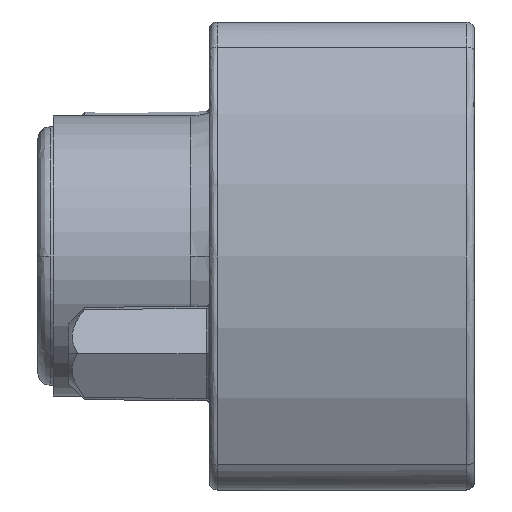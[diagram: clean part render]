
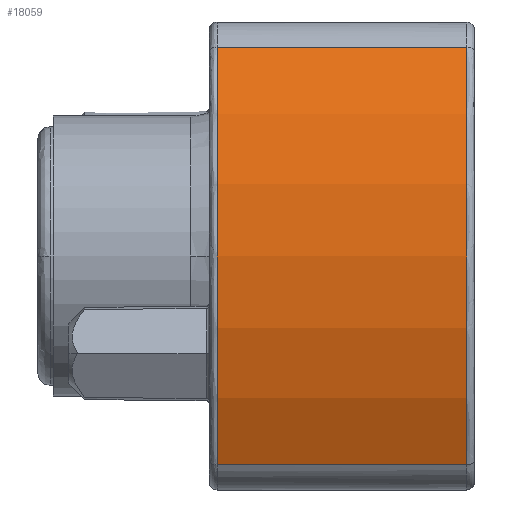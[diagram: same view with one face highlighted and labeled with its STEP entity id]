
A CAD part, left-side view. The second image highlights one B-rep face of the part: STEP entity #18059.
In plain terms, the highlighted cylindrical face has radius 7.367 mm (diameter 14.733 mm), a partial arc.
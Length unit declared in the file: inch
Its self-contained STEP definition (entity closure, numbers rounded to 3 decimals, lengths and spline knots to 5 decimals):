
#2523 = CARTESIAN_POINT ( 'NONE',  ( 1.29002, 0.133, 0.15 ) ) ;
#2524 = DIRECTION ( 'NONE',  ( 0., -1., 0. ) ) ;
#2533 = DIRECTION ( 'NONE',  ( 1., 0., 0. ) ) ;
#4784 = CARTESIAN_POINT ( 'NONE',  ( 1.03273, 0.133, 0.01616 ) ) ;
#4788 = DIRECTION ( 'NONE',  ( 0., -1., 0. ) ) ;
#4796 = CARTESIAN_POINT ( 'NONE',  ( 1.29002, 0.005, 0.15 ) ) ;
#4798 = DIRECTION ( 'NONE',  ( 0., 1., 0. ) ) ;
#4800 = DIRECTION ( 'NONE',  ( 1., 0., 0. ) ) ;
#4897 = DIRECTION ( 'NONE',  ( 0., 1., 0. ) ) ;
#4899 = CARTESIAN_POINT ( 'NONE',  ( 1.03273, 0.133, 0.28384 ) ) ;
#5190 = CARTESIAN_POINT ( 'NONE',  ( 1.29002, 0.165, 0.15 ) ) ;
#5191 = DIRECTION ( 'NONE',  ( 0., 1., 0. ) ) ;
#5192 = DIRECTION ( 'NONE',  ( 1., 0., 0. ) ) ;
#5954 = ORIENTED_EDGE ( 'NONE', *, *, #23404, .T. ) ;
#5955 = ORIENTED_EDGE ( 'NONE', *, *, #23405, .T. ) ;
#5956 = ORIENTED_EDGE ( 'NONE', *, *, #23416, .T. ) ;
#5957 = ORIENTED_EDGE ( 'NONE', *, *, #23437, .F. ) ;
#6691 = EDGE_LOOP ( 'NONE', ( #5954, #5955, #5956, #5957 ) ) ;
#7423 = CARTESIAN_POINT ( 'NONE',  ( 1.03273, 0.165, 0.01616 ) ) ;
#7470 = CARTESIAN_POINT ( 'NONE',  ( 1.03273, 0.005, 0.28384 ) ) ;
#7501 = CARTESIAN_POINT ( 'NONE',  ( 1.03273, 0.005, 0.01616 ) ) ;
#7529 = CARTESIAN_POINT ( 'NONE',  ( 1.03273, 0.165, 0.28384 ) ) ;
#10223 = FACE_OUTER_BOUND ( 'NONE', #6691, .T. ) ;
#10232 = CYLINDRICAL_SURFACE ( 'NONE', #26936, 0.29002 ) ;
#13888 = LINE ( 'NONE', #4784, #13897 ) ;
#13895 = CIRCLE ( 'NONE', #16455, 0.29002 ) ;
#13897 = VECTOR ( 'NONE', #4788, 39.37008 ) ;
#13908 = LINE ( 'NONE', #4899, #13909 ) ;
#13909 = VECTOR ( 'NONE', #4897, 39.37008 ) ;
#13933 = CIRCLE ( 'NONE', #16459, 0.29002 ) ;
#16455 = AXIS2_PLACEMENT_3D ( 'NONE', #4796, #4798, #4800 ) ;
#16459 = AXIS2_PLACEMENT_3D ( 'NONE', #5190, #5191, #5192 ) ;
#18059 = ADVANCED_FACE ( 'NONE', ( #10223 ), #10232, .T. ) ;
#23404 = EDGE_CURVE ( 'NONE', #25255, #25397, #13888, .T. ) ;
#23405 = EDGE_CURVE ( 'NONE', #25397, #25343, #13895, .T. ) ;
#23416 = EDGE_CURVE ( 'NONE', #25343, #25425, #13908, .T. ) ;
#23437 = EDGE_CURVE ( 'NONE', #25255, #25425, #13933, .T. ) ;
#25255 = VERTEX_POINT ( 'NONE', #7423 ) ;
#25343 = VERTEX_POINT ( 'NONE', #7470 ) ;
#25397 = VERTEX_POINT ( 'NONE', #7501 ) ;
#25425 = VERTEX_POINT ( 'NONE', #7529 ) ;
#26936 = AXIS2_PLACEMENT_3D ( 'NONE', #2523, #2524, #2533 ) ;
